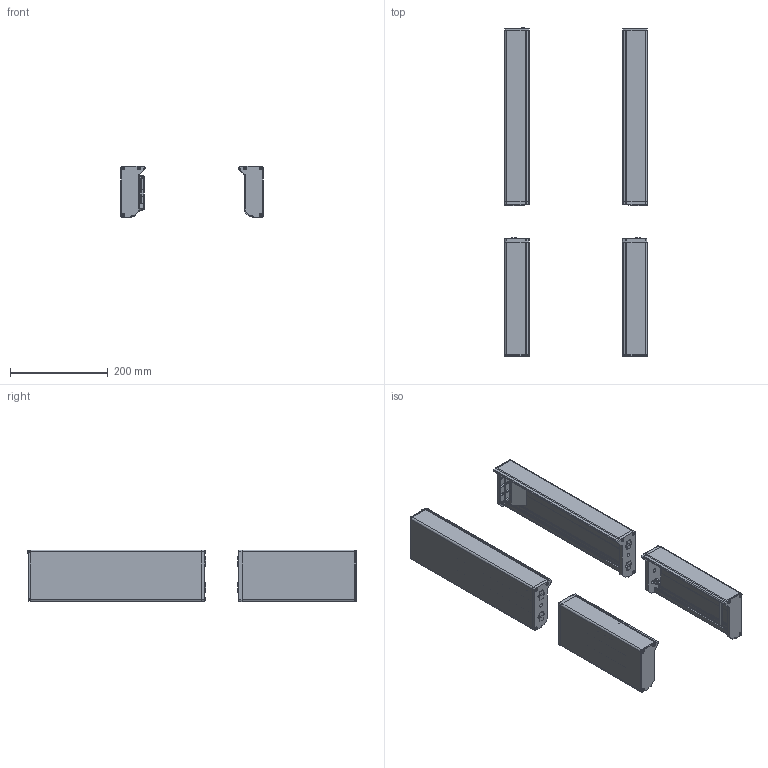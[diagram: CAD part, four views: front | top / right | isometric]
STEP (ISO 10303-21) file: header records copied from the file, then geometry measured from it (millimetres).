
FILE_DESCRIPTION (( 'STEP AP214' ), '1' );
FILE_NAME ('MZ-T2X-TRX.STEP', '2020-09-29T17:43:54', ( '' ), ( '' ), 'SwSTEP 2.0', 'SolidWorks 2019', '' );
FILE_SCHEMA (( 'AUTOMOTIVE_DESIGN' ));
Length unit declared in the file: millimetre
Products named in the file (5): MZ-T2X-TRX - 4; MZ-T2X-TRX - 2; MZ-T2X-TRX - 1; MZ-T2X-TRX; MZ-T2X-TRX - 3
Assembly tree (4 placements, depth 2):
  MZ-T2X-TRX
    MZ-T2X-TRX - 1
    MZ-T2X-TRX - 2
    MZ-T2X-TRX - 3
    MZ-T2X-TRX - 4
Bounding box: 290.79 x 670.69 x 106 mm (x, y, z)
Volume: 838542.3 mm3; surface area: 710084.4 mm2
Topology: 110 solids, 110 shells, 4356 faces, 10993 edges, 6943 vertices
Faces by surface type: plane 2022, cylinder 1674, bspline 381, cone 168, torus 111
Full cylindrical faces by diameter (mm): 2.5 x16, 3 x16, 3.5 x8, 3.6 x24, 4 x4, 4.5 x2, 5 x28, 5.5 x12, 6.4 x12, 7 x12, 7.5 x4, 10 x14, 12 x12
Entity records: 142845 total; most frequent: CARTESIAN_POINT 38561, DIRECTION 21456, ORIENTED_EDGE 21320, EDGE_CURVE 10660, AXIS2_PLACEMENT_3D 7501, VERTEX_POINT 6864, VECTOR 6454, LINE 6454
